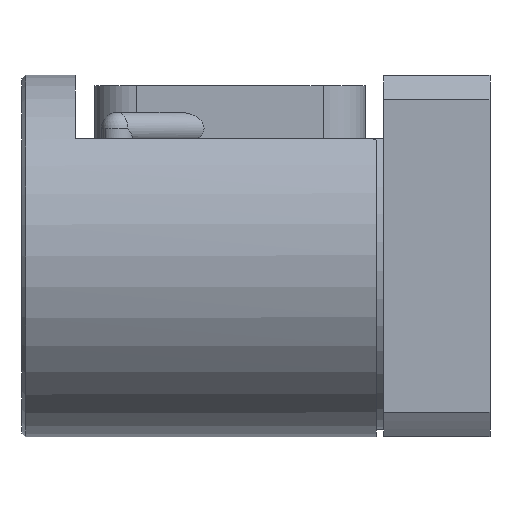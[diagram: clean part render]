
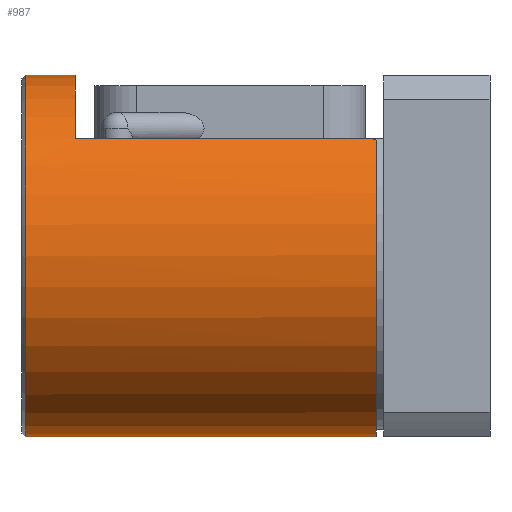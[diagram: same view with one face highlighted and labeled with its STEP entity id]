
A CAD part, front view. The second image highlights one B-rep face of the part: STEP entity #987.
In plain terms, the highlighted cylindrical face has radius 17 mm (diameter 34 mm), a partial arc.
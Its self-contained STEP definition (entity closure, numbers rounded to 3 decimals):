
#1 = LINE ( 'NONE', #2510, #2446 ) ;
#28 = CARTESIAN_POINT ( 'NONE',  ( 33.32, 0., 0. ) ) ;
#178 = EDGE_LOOP ( 'NONE', ( #220, #2215, #562, #505, #1166, #2039 ) ) ;
#182 = VERTEX_POINT ( 'NONE', #864 ) ;
#187 = EDGE_CURVE ( 'NONE', #808, #1264, #1669, .T. ) ;
#220 = ORIENTED_EDGE ( 'NONE', *, *, #2351, .T. ) ;
#248 = AXIS2_PLACEMENT_3D ( 'NONE', #28, #657, #2304 ) ;
#267 = CIRCLE ( 'NONE', #393, 17. ) ;
#336 = EDGE_CURVE ( 'NONE', #413, #1142, #267, .T. ) ;
#393 = AXIS2_PLACEMENT_3D ( 'NONE', #2368, #2571, #914 ) ;
#402 = LINE ( 'NONE', #837, #606 ) ;
#413 = VERTEX_POINT ( 'NONE', #2053 ) ;
#436 = EDGE_CURVE ( 'NONE', #182, #1264, #402, .T. ) ;
#505 = ORIENTED_EDGE ( 'NONE', *, *, #1064, .T. ) ;
#542 = LINE ( 'NONE', #2045, #1649 ) ;
#562 = ORIENTED_EDGE ( 'NONE', *, *, #187, .F. ) ;
#595 = DIRECTION ( 'NONE',  ( -1., 0., 0. ) ) ;
#606 = VECTOR ( 'NONE', #1456, 1000. ) ;
#657 = DIRECTION ( 'NONE',  ( 1., 0., 0. ) ) ;
#669 = CARTESIAN_POINT ( 'NONE',  ( 34., 0., 0. ) ) ;
#692 = CYLINDRICAL_SURFACE ( 'NONE', #1006, 17. ) ;
#808 = VERTEX_POINT ( 'NONE', #1219 ) ;
#837 = CARTESIAN_POINT ( 'NONE',  ( 34., 0., -17. ) ) ;
#864 = CARTESIAN_POINT ( 'NONE',  ( 0.34, 0., -17. ) ) ;
#914 = DIRECTION ( 'NONE',  ( 0., 0., 1. ) ) ;
#987 = ADVANCED_FACE ( 'NONE', ( #2546 ), #692, .T. ) ;
#1006 = AXIS2_PLACEMENT_3D ( 'NONE', #669, #1523, #2569 ) ;
#1064 = EDGE_CURVE ( 'NONE', #808, #1142, #542, .T. ) ;
#1067 = AXIS2_PLACEMENT_3D ( 'NONE', #1110, #2339, #1267 ) ;
#1110 = CARTESIAN_POINT ( 'NONE',  ( 0.34, 0., 0. ) ) ;
#1142 = VERTEX_POINT ( 'NONE', #1293 ) ;
#1166 = ORIENTED_EDGE ( 'NONE', *, *, #336, .F. ) ;
#1219 = CARTESIAN_POINT ( 'NONE',  ( 33.32, -12.961, 11. ) ) ;
#1264 = VERTEX_POINT ( 'NONE', #1474 ) ;
#1267 = DIRECTION ( 'NONE',  ( 0., 0., -1. ) ) ;
#1293 = CARTESIAN_POINT ( 'NONE',  ( 5., -12.961, 11. ) ) ;
#1456 = DIRECTION ( 'NONE',  ( 1., 0., 0. ) ) ;
#1474 = CARTESIAN_POINT ( 'NONE',  ( 33.32, 0., -17. ) ) ;
#1523 = DIRECTION ( 'NONE',  ( 1., 0., 0. ) ) ;
#1631 = DIRECTION ( 'NONE',  ( 1., 0., 0. ) ) ;
#1649 = VECTOR ( 'NONE', #595, 1000. ) ;
#1669 = CIRCLE ( 'NONE', #248, 17. ) ;
#1892 = CIRCLE ( 'NONE', #1067, 17. ) ;
#1939 = EDGE_CURVE ( 'NONE', #1993, #413, #1, .T. ) ;
#1993 = VERTEX_POINT ( 'NONE', #2591 ) ;
#2039 = ORIENTED_EDGE ( 'NONE', *, *, #1939, .F. ) ;
#2045 = CARTESIAN_POINT ( 'NONE',  ( 5., -12.961, 11. ) ) ;
#2053 = CARTESIAN_POINT ( 'NONE',  ( 5., 0., 17. ) ) ;
#2215 = ORIENTED_EDGE ( 'NONE', *, *, #436, .T. ) ;
#2304 = DIRECTION ( 'NONE',  ( 0., 0., -1. ) ) ;
#2339 = DIRECTION ( 'NONE',  ( 1., 0., 0. ) ) ;
#2351 = EDGE_CURVE ( 'NONE', #1993, #182, #1892, .T. ) ;
#2368 = CARTESIAN_POINT ( 'NONE',  ( 5., 0., 0. ) ) ;
#2446 = VECTOR ( 'NONE', #1631, 1000. ) ;
#2510 = CARTESIAN_POINT ( 'NONE',  ( 34., 0., 17. ) ) ;
#2546 = FACE_OUTER_BOUND ( 'NONE', #178, .T. ) ;
#2569 = DIRECTION ( 'NONE',  ( 0., 0., 1. ) ) ;
#2571 = DIRECTION ( 'NONE',  ( 1., 0., 0. ) ) ;
#2591 = CARTESIAN_POINT ( 'NONE',  ( 0.34, 0., 17. ) ) ;
